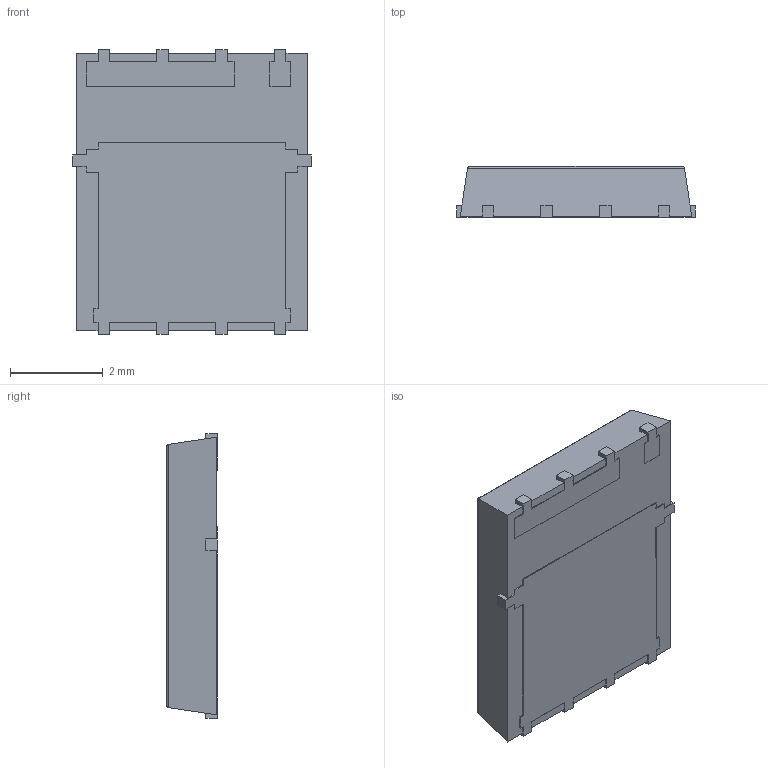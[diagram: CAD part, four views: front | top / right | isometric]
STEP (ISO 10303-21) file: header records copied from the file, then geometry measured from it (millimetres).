
FILE_DESCRIPTION (( 'STEP AP214' ), '1' );
FILE_NAME ('DB3FB862-58AF-4E98-BBFB-0D94862F1211.STEP', '2024-02-28T03:23:48', ( '' ), ( '' ), 'SwSTEP 2.0', 'SolidWorks 2022', '' );
FILE_SCHEMA (( 'AUTOMOTIVE_DESIGN' ));
Length unit declared in the file: millimetre
Products named in the file (1): DB3FB862-58AF-4E98-BBFB-0D94862F1211
Bounding box: 5.15 x 1.1 x 6.15 mm (x, y, z)
Volume: 30.9 mm3; surface area: 81.1 mm2
Topology: 1 solids, 1 shells, 97 faces, 278 edges, 184 vertices
Faces by surface type: plane 91, cylinder 4, torus 2
Entity records: 4174 total; most frequent: CARTESIAN_POINT 572, ORIENTED_EDGE 556, DIRECTION 476, EDGE_CURVE 278, LINE 268, VECTOR 268, VERTEX_POINT 184, AXIS2_PLACEMENT_3D 104
